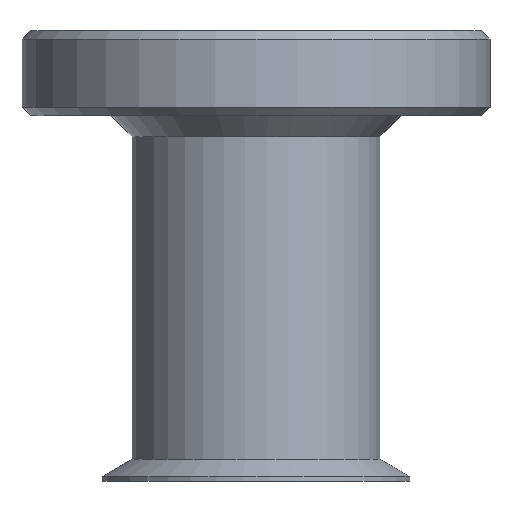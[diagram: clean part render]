
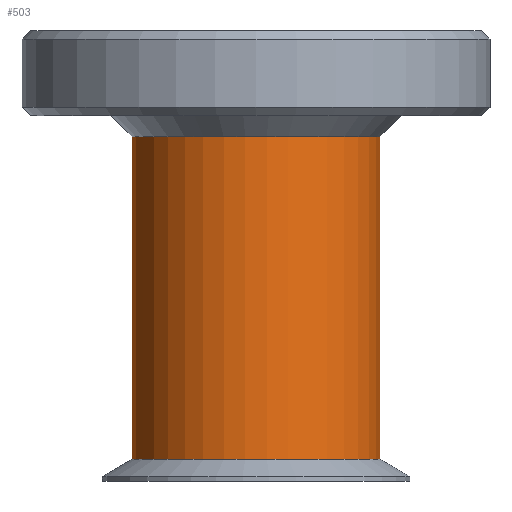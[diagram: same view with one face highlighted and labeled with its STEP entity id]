
A CAD part, front view. The second image highlights one B-rep face of the part: STEP entity #503.
In plain terms, the highlighted cylindrical face has radius 5.85 mm (diameter 11.7 mm), a full revolution.
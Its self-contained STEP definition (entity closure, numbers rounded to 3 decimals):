
#31=CYLINDRICAL_SURFACE('',#551,5.85);
#45=FACE_OUTER_BOUND('',#76,.T.);
#76=EDGE_LOOP('',(#353,#354,#355,#356,#357));
#111=LINE('',#789,#154);
#154=VECTOR('',#622,6.65);
#196=CIRCLE('',#548,5.85);
#198=CIRCLE('',#550,5.85);
#199=CIRCLE('',#552,5.85);
#227=VERTEX_POINT('',#780);
#228=VERTEX_POINT('',#781);
#230=VERTEX_POINT('',#788);
#274=EDGE_CURVE('',#227,#228,#196,.F.);
#277=EDGE_CURVE('',#228,#227,#198,.F.);
#278=EDGE_CURVE('',#227,#230,#111,.T.);
#279=EDGE_CURVE('',#230,#230,#199,.T.);
#353=ORIENTED_EDGE('',*,*,#274,.F.);
#354=ORIENTED_EDGE('',*,*,#278,.T.);
#355=ORIENTED_EDGE('',*,*,#279,.F.);
#356=ORIENTED_EDGE('',*,*,#278,.F.);
#357=ORIENTED_EDGE('',*,*,#277,.F.);
#503=ADVANCED_FACE('',(#45),#31,.T.);
#548=AXIS2_PLACEMENT_3D('',#782,#613,#614);
#550=AXIS2_PLACEMENT_3D('',#786,#618,#619);
#551=AXIS2_PLACEMENT_3D('',#787,#620,#621);
#552=AXIS2_PLACEMENT_3D('',#790,#623,#624);
#613=DIRECTION('center_axis',(0.,0.,1.));
#614=DIRECTION('ref_axis',(0.996,0.087,0.));
#618=DIRECTION('center_axis',(0.,0.,1.));
#619=DIRECTION('ref_axis',(0.996,0.087,0.));
#620=DIRECTION('center_axis',(0.,0.,-1.));
#621=DIRECTION('ref_axis',(0.996,0.087,0.));
#622=DIRECTION('',(0.,0.,1.));
#623=DIRECTION('center_axis',(0.,0.,
1.));
#624=DIRECTION('ref_axis',(0.996,0.087,0.));
#780=CARTESIAN_POINT('',(-5.828,-0.51,-16.958));
#781=CARTESIAN_POINT('',(5.828,0.51,-16.958));
#782=CARTESIAN_POINT('Origin',(0.,0.,-16.958));
#786=CARTESIAN_POINT('Origin',(0.,0.,-16.958));
#787=CARTESIAN_POINT('Origin',(0.,0.,0.));
#788=CARTESIAN_POINT('',(-5.828,-0.51,-1.8));
#789=CARTESIAN_POINT('',(-5.828,-0.51,0.));
#790=CARTESIAN_POINT('Origin',(0.,0.,-1.8));
